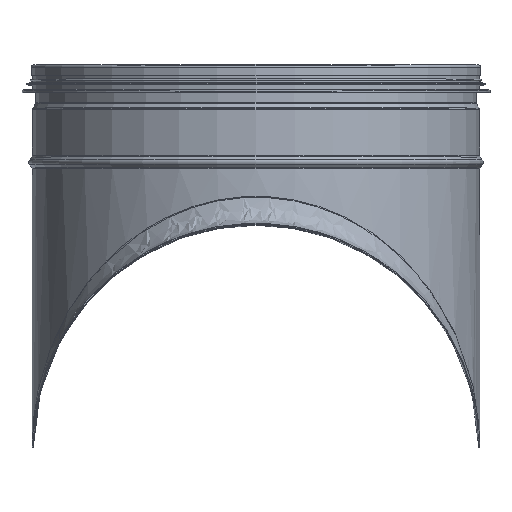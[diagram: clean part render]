
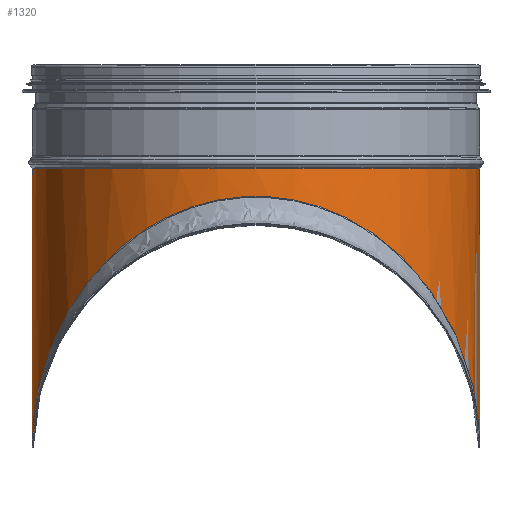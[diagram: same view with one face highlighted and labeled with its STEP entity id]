
A CAD part, top view. The second image highlights one B-rep face of the part: STEP entity #1320.
In plain terms, the highlighted cylindrical face has radius 123.95 mm (diameter 247.9 mm), a full revolution.
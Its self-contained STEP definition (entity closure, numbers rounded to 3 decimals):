
#1235=CARTESIAN_POINT('',(-123.937,2.,-1.784));
#1236=VERTEX_POINT('',#1235);
#1246=CARTESIAN_POINT('',(123.937,2.,-1.784));
#1247=VERTEX_POINT('',#1246);
#1248=CARTESIAN_POINT('',(0.,0.,0.0));
#1249=DIRECTION('',(0.,-0.666,-0.746));
#1250=DIRECTION('',(0.,0.746,-0.666));
#1251=AXIS2_PLACEMENT_3D('',#1248,#1249,#1250);
#1252=ELLIPSE('',#1251,186.201,123.95);
#1253=EDGE_CURVE('',#1236,#1247,#1252,.T.);
#1276=CARTESIAN_POINT('',(0.,78.25,0.0));
#1277=DIRECTION('',(0.,1.0,0.0));
#1278=DIRECTION('',(-1.0,0.0,0.0));
#1279=AXIS2_PLACEMENT_3D('',#1276,#1277,#1278);
#1280=CYLINDRICAL_SURFACE('',#1279,123.95);
#1281=ORIENTED_EDGE('',*,*,#1253,.F.);
#1282=CARTESIAN_POINT('',(-123.937,2.,1.784));
#1283=VERTEX_POINT('',#1282);
#1284=CARTESIAN_POINT('',(0.,2.,0.0));
#1285=DIRECTION('',(0.0,1.0,0.0));
#1286=DIRECTION('',(-1.0,0.0,0.0));
#1287=AXIS2_PLACEMENT_3D('',#1284,#1285,#1286);
#1288=CIRCLE('',#1287,123.95);
#1289=EDGE_CURVE('',#1236,#1283,#1288,.T.);
#1290=ORIENTED_EDGE('',*,*,#1289,.T.);
#1291=CARTESIAN_POINT('',(123.937,2.,1.784));
#1292=VERTEX_POINT('',#1291);
#1293=CARTESIAN_POINT('',(0.,0.,0.0));
#1294=DIRECTION('',(0.,-0.666,0.746));
#1295=DIRECTION('',(0.,0.746,0.666));
#1296=AXIS2_PLACEMENT_3D('',#1293,#1294,#1295);
#1297=ELLIPSE('',#1296,186.201,123.95);
#1298=EDGE_CURVE('',#1292,#1283,#1297,.T.);
#1299=ORIENTED_EDGE('',*,*,#1298,.F.);
#1300=CARTESIAN_POINT('',(0.,2.,0.0));
#1301=DIRECTION('',(0.0,1.0,0.0));
#1302=DIRECTION('',(-1.0,0.0,0.0));
#1303=AXIS2_PLACEMENT_3D('',#1300,#1301,#1302);
#1304=CIRCLE('',#1303,123.95);
#1305=EDGE_CURVE('',#1292,#1247,#1304,.T.);
#1306=ORIENTED_EDGE('',*,*,#1305,.T.);
#1307=EDGE_LOOP('',(#1281,#1290,#1299,#1306));
#1308=FACE_OUTER_BOUND('',#1307,.T.);
#1309=CARTESIAN_POINT('',(-123.95,154.5,0.0));
#1310=VERTEX_POINT('',#1309);
#1311=CARTESIAN_POINT('',(0.,154.5,0.0));
#1312=DIRECTION('',(0.0,1.0,0.0));
#1313=DIRECTION('',(-1.0,0.0,0.0));
#1314=AXIS2_PLACEMENT_3D('',#1311,#1312,#1313);
#1315=CIRCLE('',#1314,123.95);
#1316=EDGE_CURVE('',#1310,#1310,#1315,.T.);
#1317=ORIENTED_EDGE('',*,*,#1316,.F.);
#1318=EDGE_LOOP('',(#1317));
#1319=FACE_BOUND('',#1318,.T.);
#1320=ADVANCED_FACE('',(#1308,#1319),#1280,.T.);
